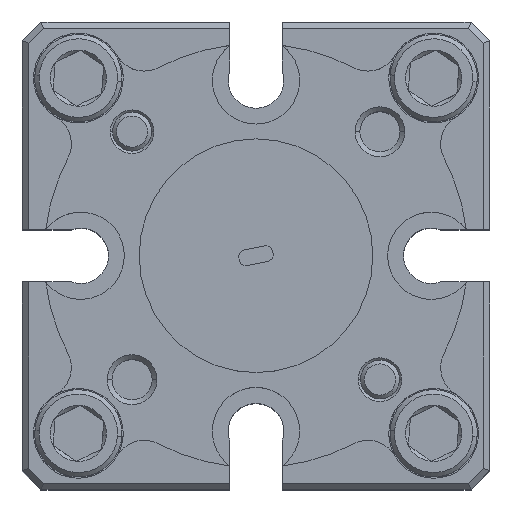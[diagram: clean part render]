
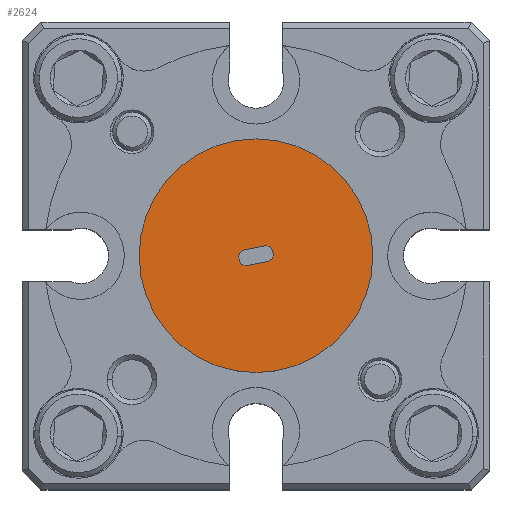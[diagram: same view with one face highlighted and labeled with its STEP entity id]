
A CAD part, top view. The second image highlights one B-rep face of the part: STEP entity #2624.
In plain terms, the highlighted planar face has unit normal (0, 0, 1).
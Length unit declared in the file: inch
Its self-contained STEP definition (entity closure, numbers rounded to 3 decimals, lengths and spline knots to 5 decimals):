
#118 = EDGE_CURVE ( 'NONE', #14154, #10460, #8813, .T. ) ;
#266 = VERTEX_POINT ( 'NONE', #15530 ) ;
#446 = CIRCLE ( 'NONE', #4719, 0.1875 ) ;
#505 = DIRECTION ( 'NONE',  ( 0., 0., 1. ) ) ;
#689 = DIRECTION ( 'NONE',  ( 0., 0., 1. ) ) ;
#776 = VERTEX_POINT ( 'NONE', #14834 ) ;
#978 = VERTEX_POINT ( 'NONE', #4264 ) ;
#1293 = CARTESIAN_POINT ( 'NONE',  ( -0.01371, -0.01571, 0.2445 ) ) ;
#1357 = CIRCLE ( 'NONE', #1888, 0.011 ) ;
#1613 = AXIS2_PLACEMENT_3D ( 'NONE', #4529, #4626, #13500 ) ;
#1888 = AXIS2_PLACEMENT_3D ( 'NONE', #6594, #7849, #12923 ) ;
#1967 = ORIENTED_EDGE ( 'NONE', *, *, #9373, .T. ) ;
#2026 = DIRECTION ( 'NONE',  ( 1., 0., 0. ) ) ;
#2235 = AXIS2_PLACEMENT_3D ( 'NONE', #10075, #15158, #3780 ) ;
#2439 = CIRCLE ( 'NONE', #1613, 0.1875 ) ;
#2624 = ADVANCED_FACE ( 'NONE', ( #13820, #16421 ), #5009, .F. ) ;
#3090 = AXIS2_PLACEMENT_3D ( 'NONE', #6742, #505, #4106 ) ;
#3437 = CARTESIAN_POINT ( 'NONE',  ( 0., 0., 0.2445 ) ) ;
#3564 = DIRECTION ( 'NONE',  ( 0.981, 0.194, 0. ) ) ;
#3780 = DIRECTION ( 'NONE',  ( 0., -1., 0. ) ) ;
#3900 = CARTESIAN_POINT ( 'NONE',  ( -0.02664, -0.00706, 0.2445 ) ) ;
#4084 = EDGE_CURVE ( 'NONE', #8758, #14704, #446, .T. ) ;
#4106 = DIRECTION ( 'NONE',  ( -1., 0., 0. ) ) ;
#4264 = CARTESIAN_POINT ( 'NONE',  ( -0.01866, 0.0093, 0.2445 ) ) ;
#4394 = VERTEX_POINT ( 'NONE', #8392 ) ;
#4529 = CARTESIAN_POINT ( 'NONE',  ( 0., 0., 0.2445 ) ) ;
#4626 = DIRECTION ( 'NONE',  ( 0., 0., 1. ) ) ;
#4719 = AXIS2_PLACEMENT_3D ( 'NONE', #3437, #689, #2026 ) ;
#4809 = LINE ( 'NONE', #3900, #12721 ) ;
#4971 = EDGE_CURVE ( 'NONE', #4394, #978, #5809, .T. ) ;
#5009 = PLANE ( 'NONE',  #2235 ) ;
#5107 = EDGE_CURVE ( 'NONE', #776, #5424, #14961, .T. ) ;
#5119 = VECTOR ( 'NONE', #7129, 39.37008 ) ;
#5343 = ORIENTED_EDGE ( 'NONE', *, *, #5107, .F. ) ;
#5424 = VERTEX_POINT ( 'NONE', #7736 ) ;
#5585 = AXIS2_PLACEMENT_3D ( 'NONE', #11931, #13443, #12189 ) ;
#5809 = LINE ( 'NONE', #15793, #5119 ) ;
#6107 = EDGE_CURVE ( 'NONE', #266, #776, #4809, .T. ) ;
#6274 = VECTOR ( 'NONE', #6312, 39.37008 ) ;
#6312 = DIRECTION ( 'NONE',  ( -0.194, 0.981, 0. ) ) ;
#6390 = ORIENTED_EDGE ( 'NONE', *, *, #12991, .F. ) ;
#6433 = VERTEX_POINT ( 'NONE', #8525 ) ;
#6594 = CARTESIAN_POINT ( 'NONE',  ( 0.01585, 0.00492, 0.2445 ) ) ;
#6742 = CARTESIAN_POINT ( 'NONE',  ( -0.01653, -0.00149, 0.2445 ) ) ;
#7129 = DIRECTION ( 'NONE',  ( -0.981, -0.194, 0. ) ) ;
#7456 = CARTESIAN_POINT ( 'NONE',  ( 0.02732, 0.00362, 0.2445 ) ) ;
#7702 = VECTOR ( 'NONE', #3564, 39.37008 ) ;
#7731 = CIRCLE ( 'NONE', #10125, 0.011 ) ;
#7736 = CARTESIAN_POINT ( 'NONE',  ( -0.01371, -0.01571, 0.2445 ) ) ;
#7801 = EDGE_CURVE ( 'NONE', #8996, #14154, #8511, .T. ) ;
#7849 = DIRECTION ( 'NONE',  ( 0., 0., 1. ) ) ;
#8283 = CARTESIAN_POINT ( 'NONE',  ( 0.02753, 0.00149, 0.2445 ) ) ;
#8316 = EDGE_LOOP ( 'NONE', ( #15902, #5343, #10577, #6390, #16235, #14641, #14755, #14173, #13320 ) ) ;
#8392 = CARTESIAN_POINT ( 'NONE',  ( 0.01371, 0.01571, 0.2445 ) ) ;
#8511 = CIRCLE ( 'NONE', #5585, 0.011 ) ;
#8525 = CARTESIAN_POINT ( 'NONE',  ( 0.01866, -0.0093, 0.2445 ) ) ;
#8706 = LINE ( 'NONE', #1293, #7702 ) ;
#8758 = VERTEX_POINT ( 'NONE', #13878 ) ;
#8813 = LINE ( 'NONE', #10203, #6274 ) ;
#8928 = ORIENTED_EDGE ( 'NONE', *, *, #4084, .T. ) ;
#8996 = VERTEX_POINT ( 'NONE', #8283 ) ;
#9213 = EDGE_CURVE ( 'NONE', #10460, #4394, #1357, .T. ) ;
#9373 = EDGE_CURVE ( 'NONE', #14704, #8758, #2439, .T. ) ;
#9511 = CARTESIAN_POINT ( 'NONE',  ( 0.02664, 0.00706, 0.2445 ) ) ;
#9582 = DIRECTION ( 'NONE',  ( 0., 0., 1. ) ) ;
#10075 = CARTESIAN_POINT ( 'NONE',  ( 0.375, -0.375, 0.2445 ) ) ;
#10095 = CARTESIAN_POINT ( 'NONE',  ( -0.1875, 0., 0.2445 ) ) ;
#10125 = AXIS2_PLACEMENT_3D ( 'NONE', #11008, #9582, #12499 ) ;
#10203 = CARTESIAN_POINT ( 'NONE',  ( 0.02732, 0.00362, 0.2445 ) ) ;
#10243 = CIRCLE ( 'NONE', #3090, 0.011 ) ;
#10460 = VERTEX_POINT ( 'NONE', #9511 ) ;
#10577 = ORIENTED_EDGE ( 'NONE', *, *, #6107, .F. ) ;
#11008 = CARTESIAN_POINT ( 'NONE',  ( 0.01653, 0.00149, 0.2445 ) ) ;
#11910 = DIRECTION ( 'NONE',  ( -1., 0., 0. ) ) ;
#11931 = CARTESIAN_POINT ( 'NONE',  ( 0.01653, 0.00149, 0.2445 ) ) ;
#12189 = DIRECTION ( 'NONE',  ( 1., 0., 0. ) ) ;
#12499 = DIRECTION ( 'NONE',  ( 1., 0., 0. ) ) ;
#12721 = VECTOR ( 'NONE', #15117, 39.37008 ) ;
#12923 = DIRECTION ( 'NONE',  ( -1., 0., 0. ) ) ;
#12991 = EDGE_CURVE ( 'NONE', #978, #266, #10243, .T. ) ;
#13320 = ORIENTED_EDGE ( 'NONE', *, *, #14921, .F. ) ;
#13346 = AXIS2_PLACEMENT_3D ( 'NONE', #15655, #15278, #11910 ) ;
#13443 = DIRECTION ( 'NONE',  ( 0., 0., 1. ) ) ;
#13500 = DIRECTION ( 'NONE',  ( 1., 0., 0. ) ) ;
#13820 = FACE_OUTER_BOUND ( 'NONE', #15241, .T. ) ;
#13878 = CARTESIAN_POINT ( 'NONE',  ( 0.1875, 0., 0.2445 ) ) ;
#14154 = VERTEX_POINT ( 'NONE', #7456 ) ;
#14173 = ORIENTED_EDGE ( 'NONE', *, *, #7801, .F. ) ;
#14641 = ORIENTED_EDGE ( 'NONE', *, *, #9213, .F. ) ;
#14704 = VERTEX_POINT ( 'NONE', #10095 ) ;
#14755 = ORIENTED_EDGE ( 'NONE', *, *, #118, .F. ) ;
#14834 = CARTESIAN_POINT ( 'NONE',  ( -0.02664, -0.00706, 0.2445 ) ) ;
#14921 = EDGE_CURVE ( 'NONE', #6433, #8996, #7731, .T. ) ;
#14961 = CIRCLE ( 'NONE', #13346, 0.011 ) ;
#15117 = DIRECTION ( 'NONE',  ( 0.194, -0.981, 0. ) ) ;
#15158 = DIRECTION ( 'NONE',  ( 0., 0., -1. ) ) ;
#15241 = EDGE_LOOP ( 'NONE', ( #8928, #1967 ) ) ;
#15278 = DIRECTION ( 'NONE',  ( 0., 0., 1. ) ) ;
#15530 = CARTESIAN_POINT ( 'NONE',  ( -0.02732, -0.00362, 0.2445 ) ) ;
#15655 = CARTESIAN_POINT ( 'NONE',  ( -0.01585, -0.00492, 0.2445 ) ) ;
#15793 = CARTESIAN_POINT ( 'NONE',  ( -0.01866, 0.0093, 0.2445 ) ) ;
#15902 = ORIENTED_EDGE ( 'NONE', *, *, #16379, .F. ) ;
#16235 = ORIENTED_EDGE ( 'NONE', *, *, #4971, .F. ) ;
#16379 = EDGE_CURVE ( 'NONE', #5424, #6433, #8706, .T. ) ;
#16421 = FACE_BOUND ( 'NONE', #8316, .T. ) ;
